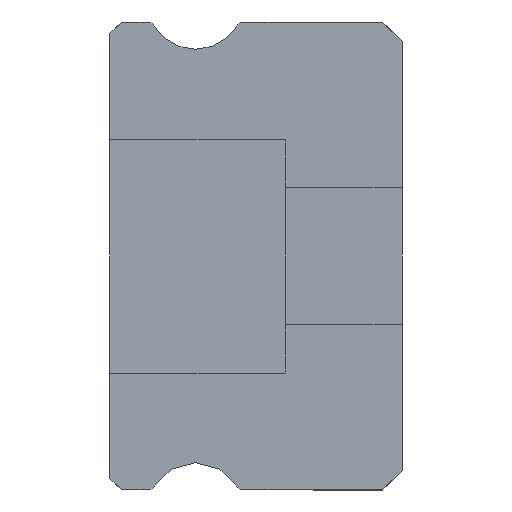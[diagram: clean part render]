
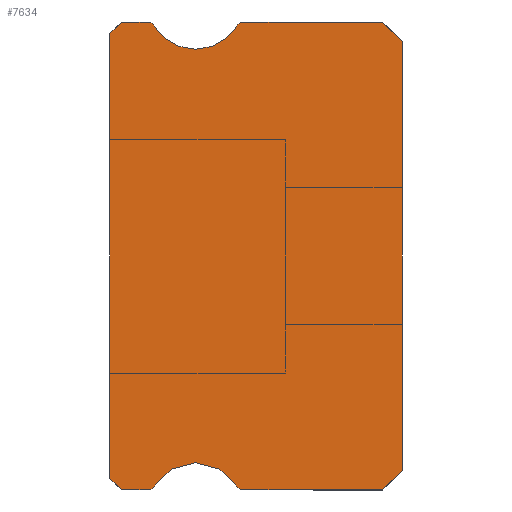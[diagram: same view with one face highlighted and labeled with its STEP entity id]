
A CAD part, left-side view. The second image highlights one B-rep face of the part: STEP entity #7634.
In plain terms, the highlighted planar face has unit normal (-1, 0, 0).
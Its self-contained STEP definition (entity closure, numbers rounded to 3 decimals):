
#29 = VERTEX_POINT ( 'NONE', #6247 ) ;
#101 = LINE ( 'NONE', #3908, #2675 ) ;
#183 = VECTOR ( 'NONE', #5427, 1000. ) ;
#350 = AXIS2_PLACEMENT_3D ( 'NONE', #7244, #3283, #8066 ) ;
#491 = LINE ( 'NONE', #6279, #3768 ) ;
#626 = CIRCLE ( 'NONE', #2224, 0.15 ) ;
#636 = VERTEX_POINT ( 'NONE', #3282 ) ;
#816 = CARTESIAN_POINT ( 'NONE',  ( -5., 0.5, 6. ) ) ;
#821 = CARTESIAN_POINT ( 'NONE',  ( -5., 4.217, -5.925 ) ) ;
#881 = AXIS2_PLACEMENT_3D ( 'NONE', #7983, #4098, #11848 ) ;
#910 = DIRECTION ( 'NONE',  ( 0., 0., -1. ) ) ;
#1041 = DIRECTION ( 'NONE',  ( 1., 0., 0. ) ) ;
#1141 = ORIENTED_EDGE ( 'NONE', *, *, #11209, .F. ) ;
#1155 = ORIENTED_EDGE ( 'NONE', *, *, #2580, .F. ) ;
#1202 = VERTEX_POINT ( 'NONE', #821 ) ;
#1444 = CARTESIAN_POINT ( 'NONE',  ( -5., 7.5, 5.7 ) ) ;
#1445 = VERTEX_POINT ( 'NONE', #3649 ) ;
#1581 = EDGE_CURVE ( 'NONE', #7516, #5543, #7103, .T. ) ;
#1754 = VECTOR ( 'NONE', #9079, 1000. ) ;
#1860 = VERTEX_POINT ( 'NONE', #5569 ) ;
#1978 = ORIENTED_EDGE ( 'NONE', *, *, #4614, .F. ) ;
#2011 = CARTESIAN_POINT ( 'NONE',  ( -5., 0., 5.5 ) ) ;
#2210 = EDGE_CURVE ( 'NONE', #4797, #3775, #9231, .T. ) ;
#2224 = AXIS2_PLACEMENT_3D ( 'NONE', #10408, #2957, #910 ) ;
#2225 = DIRECTION ( 'NONE',  ( 0., 0., -1. ) ) ;
#2468 = VECTOR ( 'NONE', #6774, 1000. ) ;
#2522 = CARTESIAN_POINT ( 'NONE',  ( -5., 6.512, -6. ) ) ;
#2526 = VECTOR ( 'NONE', #8355, 1000. ) ;
#2557 = CIRCLE ( 'NONE', #7284, 1.25 ) ;
#2580 = EDGE_CURVE ( 'NONE', #9438, #6600, #8693, .T. ) ;
#2675 = VECTOR ( 'NONE', #2976, 1000. ) ;
#2727 = CARTESIAN_POINT ( 'NONE',  ( -5., 7.5, 5.7 ) ) ;
#2957 = DIRECTION ( 'NONE',  ( 1., 0., 0. ) ) ;
#2976 = DIRECTION ( 'NONE',  ( 0., 0., 1. ) ) ;
#3108 = EDGE_CURVE ( 'NONE', #1202, #9911, #2557, .T. ) ;
#3112 = VERTEX_POINT ( 'NONE', #11474 ) ;
#3113 = VECTOR ( 'NONE', #5784, 1000. ) ;
#3282 = CARTESIAN_POINT ( 'NONE',  ( -5., 0.5, -6. ) ) ;
#3283 = DIRECTION ( 'NONE',  ( 1., 0., 0. ) ) ;
#3351 = AXIS2_PLACEMENT_3D ( 'NONE', #4097, #7863, #2225 ) ;
#3361 = VERTEX_POINT ( 'NONE', #1444 ) ;
#3649 = CARTESIAN_POINT ( 'NONE',  ( -5., 4.088, -6. ) ) ;
#3768 = VECTOR ( 'NONE', #6994, 1000. ) ;
#3775 = VERTEX_POINT ( 'NONE', #7230 ) ;
#3839 = EDGE_CURVE ( 'NONE', #3775, #3361, #8374, .T. ) ;
#3908 = CARTESIAN_POINT ( 'NONE',  ( -5., 7.5, 5.85 ) ) ;
#4097 = CARTESIAN_POINT ( 'NONE',  ( -5., 5.3, 6.55 ) ) ;
#4098 = DIRECTION ( 'NONE',  ( -1., 0., 0. ) ) ;
#4282 = DIRECTION ( 'NONE',  ( 0., 0.707, -0.707 ) ) ;
#4319 = CARTESIAN_POINT ( 'NONE',  ( -5., 6.512, -6. ) ) ;
#4467 = CARTESIAN_POINT ( 'NONE',  ( -5., 5.3, 5.3 ) ) ;
#4614 = EDGE_CURVE ( 'NONE', #1860, #9438, #10609, .T. ) ;
#4797 = VERTEX_POINT ( 'NONE', #8290 ) ;
#4833 = ORIENTED_EDGE ( 'NONE', *, *, #4995, .T. ) ;
#4849 = AXIS2_PLACEMENT_3D ( 'NONE', #10539, #1041, #4992 ) ;
#4885 = VERTEX_POINT ( 'NONE', #5614 ) ;
#4900 = CARTESIAN_POINT ( 'NONE',  ( -5., 6.512, 6. ) ) ;
#4912 = ORIENTED_EDGE ( 'NONE', *, *, #1581, .F. ) ;
#4992 = DIRECTION ( 'NONE',  ( 0., 0., -1. ) ) ;
#4995 = EDGE_CURVE ( 'NONE', #6391, #4885, #8544, .T. ) ;
#5066 = DIRECTION ( 'NONE',  ( 0., 0., -1. ) ) ;
#5152 = LINE ( 'NONE', #9941, #9122 ) ;
#5204 = CARTESIAN_POINT ( 'NONE',  ( -5., 6.383, -5.925 ) ) ;
#5245 = LINE ( 'NONE', #4319, #6909 ) ;
#5279 = CARTESIAN_POINT ( 'NONE',  ( -5., 0.5, 6. ) ) ;
#5344 = FACE_OUTER_BOUND ( 'NONE', #8949, .T. ) ;
#5427 = DIRECTION ( 'NONE',  ( 0., 1., 0. ) ) ;
#5445 = DIRECTION ( 'NONE',  ( 0., 0.707, -0.707 ) ) ;
#5543 = VERTEX_POINT ( 'NONE', #4467 ) ;
#5569 = CARTESIAN_POINT ( 'NONE',  ( -5., 4.217, 5.925 ) ) ;
#5611 = CARTESIAN_POINT ( 'NONE',  ( -5., 7.2, 6. ) ) ;
#5614 = CARTESIAN_POINT ( 'NONE',  ( -5., 0., 5.5 ) ) ;
#5620 = ORIENTED_EDGE ( 'NONE', *, *, #7682, .F. ) ;
#5690 = DIRECTION ( 'NONE',  ( 0., 0., -1. ) ) ;
#5714 = AXIS2_PLACEMENT_3D ( 'NONE', #9546, #7535, #5690 ) ;
#5784 = DIRECTION ( 'NONE',  ( 0., -1., 0. ) ) ;
#5916 = CARTESIAN_POINT ( 'NONE',  ( -5., 6.383, 5.925 ) ) ;
#6096 = PLANE ( 'NONE',  #350 ) ;
#6180 = ORIENTED_EDGE ( 'NONE', *, *, #3108, .F. ) ;
#6247 = CARTESIAN_POINT ( 'NONE',  ( -5., 7.5, -5.7 ) ) ;
#6279 = CARTESIAN_POINT ( 'NONE',  ( -5., 7.2, -6. ) ) ;
#6391 = VERTEX_POINT ( 'NONE', #7198 ) ;
#6600 = VERTEX_POINT ( 'NONE', #816 ) ;
#6670 = DIRECTION ( 'NONE',  ( 0., 0., -1. ) ) ;
#6733 = ORIENTED_EDGE ( 'NONE', *, *, #2210, .T. ) ;
#6774 = DIRECTION ( 'NONE',  ( 0., 0., 1. ) ) ;
#6909 = VECTOR ( 'NONE', #11898, 1000. ) ;
#6994 = DIRECTION ( 'NONE',  ( 0., -0.707, -0.707 ) ) ;
#7018 = ORIENTED_EDGE ( 'NONE', *, *, #11499, .F. ) ;
#7061 = LINE ( 'NONE', #5279, #1754 ) ;
#7103 = CIRCLE ( 'NONE', #3351, 1.25 ) ;
#7198 = CARTESIAN_POINT ( 'NONE',  ( -5., 0., -5.5 ) ) ;
#7230 = CARTESIAN_POINT ( 'NONE',  ( -5., 7.2, 6. ) ) ;
#7244 = CARTESIAN_POINT ( 'NONE',  ( -5., 6.512, 5.85 ) ) ;
#7284 = AXIS2_PLACEMENT_3D ( 'NONE', #9617, #8806, #5066 ) ;
#7448 = ORIENTED_EDGE ( 'NONE', *, *, #3839, .T. ) ;
#7454 = ORIENTED_EDGE ( 'NONE', *, *, #8022, .F. ) ;
#7516 = VERTEX_POINT ( 'NONE', #5916 ) ;
#7535 = DIRECTION ( 'NONE',  ( 1., 0., 0. ) ) ;
#7607 = CIRCLE ( 'NONE', #881, 1.25 ) ;
#7634 = ADVANCED_FACE ( 'NONE', ( #5344 ), #6096, .F. ) ;
#7682 = EDGE_CURVE ( 'NONE', #6600, #4885, #7061, .T. ) ;
#7693 = AXIS2_PLACEMENT_3D ( 'NONE', #9376, #10353, #6670 ) ;
#7863 = DIRECTION ( 'NONE',  ( -1., 0., 0. ) ) ;
#7892 = CARTESIAN_POINT ( 'NONE',  ( -5., 4.088, 6. ) ) ;
#7983 = CARTESIAN_POINT ( 'NONE',  ( -5., 5.3, 6.55 ) ) ;
#8022 = EDGE_CURVE ( 'NONE', #1445, #1202, #11681, .T. ) ;
#8066 = DIRECTION ( 'NONE',  ( 0., 0., -1. ) ) ;
#8072 = ORIENTED_EDGE ( 'NONE', *, *, #8932, .T. ) ;
#8290 = CARTESIAN_POINT ( 'NONE',  ( -5., 6.512, 6. ) ) ;
#8355 = DIRECTION ( 'NONE',  ( 0., 1., 0. ) ) ;
#8374 = LINE ( 'NONE', #2727, #10617 ) ;
#8544 = LINE ( 'NONE', #2011, #2468 ) ;
#8693 = LINE ( 'NONE', #4900, #3113 ) ;
#8806 = DIRECTION ( 'NONE',  ( -1., 0., 0. ) ) ;
#8895 = EDGE_CURVE ( 'NONE', #636, #1445, #12134, .T. ) ;
#8932 = EDGE_CURVE ( 'NONE', #3112, #10894, #5245, .T. ) ;
#8949 = EDGE_LOOP ( 'NONE', ( #7448, #7018, #9491, #8072, #11832, #6180, #7454, #10897, #1141, #4833, #5620, #1155, #1978, #11123, #4912, #9880, #6733 ) ) ;
#8975 = EDGE_CURVE ( 'NONE', #29, #3112, #491, .T. ) ;
#9079 = DIRECTION ( 'NONE',  ( 0., -0.707, -0.707 ) ) ;
#9122 = VECTOR ( 'NONE', #4282, 1000. ) ;
#9231 = LINE ( 'NONE', #5611, #2526 ) ;
#9376 = CARTESIAN_POINT ( 'NONE',  ( -5., 4.088, -5.85 ) ) ;
#9438 = VERTEX_POINT ( 'NONE', #7892 ) ;
#9491 = ORIENTED_EDGE ( 'NONE', *, *, #8975, .T. ) ;
#9546 = CARTESIAN_POINT ( 'NONE',  ( -5., 6.512, -5.85 ) ) ;
#9617 = CARTESIAN_POINT ( 'NONE',  ( -5., 5.3, -6.55 ) ) ;
#9880 = ORIENTED_EDGE ( 'NONE', *, *, #10582, .F. ) ;
#9911 = VERTEX_POINT ( 'NONE', #5204 ) ;
#9941 = CARTESIAN_POINT ( 'NONE',  ( -5., 0., -5.5 ) ) ;
#10353 = DIRECTION ( 'NONE',  ( 1., 0., 0. ) ) ;
#10408 = CARTESIAN_POINT ( 'NONE',  ( -5., 6.512, 5.85 ) ) ;
#10539 = CARTESIAN_POINT ( 'NONE',  ( -5., 4.088, 5.85 ) ) ;
#10582 = EDGE_CURVE ( 'NONE', #4797, #7516, #626, .T. ) ;
#10609 = CIRCLE ( 'NONE', #4849, 0.15 ) ;
#10617 = VECTOR ( 'NONE', #5445, 1000. ) ;
#10632 = EDGE_CURVE ( 'NONE', #9911, #10894, #11152, .T. ) ;
#10894 = VERTEX_POINT ( 'NONE', #12011 ) ;
#10897 = ORIENTED_EDGE ( 'NONE', *, *, #8895, .F. ) ;
#11123 = ORIENTED_EDGE ( 'NONE', *, *, #11596, .F. ) ;
#11152 = CIRCLE ( 'NONE', #5714, 0.15 ) ;
#11209 = EDGE_CURVE ( 'NONE', #6391, #636, #5152, .T. ) ;
#11474 = CARTESIAN_POINT ( 'NONE',  ( -5., 7.2, -6. ) ) ;
#11499 = EDGE_CURVE ( 'NONE', #29, #3361, #101, .T. ) ;
#11596 = EDGE_CURVE ( 'NONE', #5543, #1860, #7607, .T. ) ;
#11681 = CIRCLE ( 'NONE', #7693, 0.15 ) ;
#11832 = ORIENTED_EDGE ( 'NONE', *, *, #10632, .F. ) ;
#11848 = DIRECTION ( 'NONE',  ( 0., 0., -1. ) ) ;
#11898 = DIRECTION ( 'NONE',  ( 0., -1., 0. ) ) ;
#12011 = CARTESIAN_POINT ( 'NONE',  ( -5., 6.512, -6. ) ) ;
#12134 = LINE ( 'NONE', #2522, #183 ) ;
